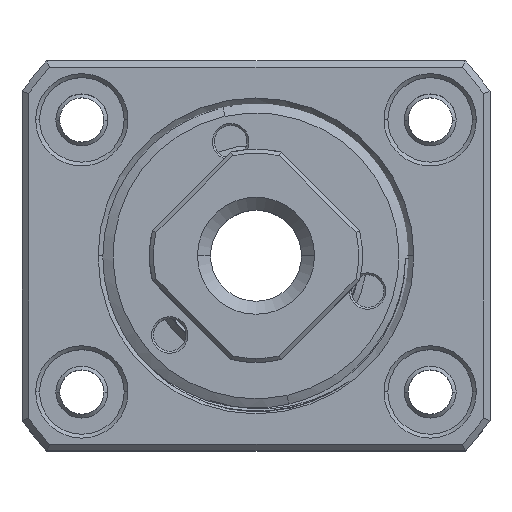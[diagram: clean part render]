
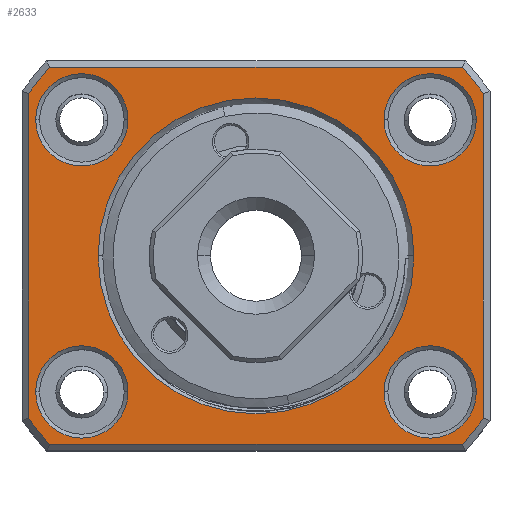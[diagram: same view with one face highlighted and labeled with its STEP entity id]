
A CAD part, top view. The second image highlights one B-rep face of the part: STEP entity #2633.
In plain terms, the highlighted planar face has unit normal (0, 0, 1).
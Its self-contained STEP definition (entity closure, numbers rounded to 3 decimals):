
#93=PLANE('',#2996);
#349=VECTOR('',#5969,1.);
#350=VECTOR('',#5975,1.);
#351=VECTOR('',#5981,1.);
#352=VECTOR('',#5987,1.);
#487=LINE('',#4770,#349);
#488=LINE('',#4784,#350);
#489=LINE('',#4798,#351);
#490=LINE('',#4807,#352);
#629=VERTEX_POINT('',#4439);
#630=VERTEX_POINT('',#4441);
#635=VERTEX_POINT('',#4471);
#636=VERTEX_POINT('',#4473);
#641=VERTEX_POINT('',#4486);
#642=VERTEX_POINT('',#4488);
#647=VERTEX_POINT('',#4501);
#648=VERTEX_POINT('',#4503);
#653=VERTEX_POINT('',#4516);
#654=VERTEX_POINT('',#4518);
#717=VERTEX_POINT('',#4757);
#718=VERTEX_POINT('',#4762);
#719=VERTEX_POINT('',#4769);
#720=VERTEX_POINT('',#4776);
#721=VERTEX_POINT('',#4783);
#722=VERTEX_POINT('',#4790);
#723=VERTEX_POINT('',#4797);
#724=VERTEX_POINT('',#4804);
#849=CIRCLE('',#2840,12.15);
#852=CIRCLE('',#2844,3.55);
#855=CIRCLE('',#2849,3.55);
#858=CIRCLE('',#2854,3.55);
#861=CIRCLE('',#2859,3.55);
#911=CIRCLE('',#2953,21.5);
#912=CIRCLE('',#2956,21.5);
#913=CIRCLE('',#2959,21.5);
#914=CIRCLE('',#2962,21.5);
#919=CIRCLE('',#2971,3.55);
#924=CIRCLE('',#2979,3.55);
#929=CIRCLE('',#2987,3.55);
#934=CIRCLE('',#2995,3.55);
#935=CIRCLE('',#2997,12.15);
#1164=EDGE_CURVE('',#630,#629,#849,.T.);
#1170=EDGE_CURVE('',#636,#635,#852,.T.);
#1177=EDGE_CURVE('',#642,#641,#855,.T.);
#1184=EDGE_CURVE('',#648,#647,#858,.T.);
#1191=EDGE_CURVE('',#654,#653,#861,.T.);
#1298=EDGE_CURVE('',#717,#718,#911,.T.);
#1300=EDGE_CURVE('',#718,#719,#487,.T.);
#1302=EDGE_CURVE('',#719,#720,#912,.T.);
#1304=EDGE_CURVE('',#720,#721,#488,.T.);
#1306=EDGE_CURVE('',#721,#722,#913,.T.);
#1308=EDGE_CURVE('',#722,#723,#489,.T.);
#1310=EDGE_CURVE('',#723,#724,#914,.T.);
#1311=EDGE_CURVE('',#724,#717,#490,.T.);
#1316=EDGE_CURVE('',#653,#654,#919,.T.);
#1321=EDGE_CURVE('',#647,#648,#924,.T.);
#1326=EDGE_CURVE('',#641,#642,#929,.T.);
#1331=EDGE_CURVE('',#635,#636,#934,.T.);
#1332=EDGE_CURVE('',#629,#630,#935,.T.);
#2046=ORIENTED_EDGE('',*,*,#1170,.T.);
#2047=ORIENTED_EDGE('',*,*,#1331,.T.);
#2048=ORIENTED_EDGE('',*,*,#1177,.T.);
#2049=ORIENTED_EDGE('',*,*,#1326,.T.);
#2050=ORIENTED_EDGE('',*,*,#1184,.T.);
#2051=ORIENTED_EDGE('',*,*,#1321,.T.);
#2052=ORIENTED_EDGE('',*,*,#1191,.T.);
#2053=ORIENTED_EDGE('',*,*,#1316,.T.);
#2054=ORIENTED_EDGE('',*,*,#1164,.T.);
#2055=ORIENTED_EDGE('',*,*,#1332,.T.);
#2056=ORIENTED_EDGE('',*,*,#1311,.T.);
#2057=ORIENTED_EDGE('',*,*,#1298,.T.);
#2058=ORIENTED_EDGE('',*,*,#1300,.T.);
#2059=ORIENTED_EDGE('',*,*,#1302,.T.);
#2060=ORIENTED_EDGE('',*,*,#1304,.T.);
#2061=ORIENTED_EDGE('',*,*,#1306,.T.);
#2062=ORIENTED_EDGE('',*,*,#1308,.T.);
#2063=ORIENTED_EDGE('',*,*,#1310,.T.);
#2262=EDGE_LOOP('',(#2046,#2047));
#2263=EDGE_LOOP('',(#2048,#2049));
#2264=EDGE_LOOP('',(#2050,#2051));
#2265=EDGE_LOOP('',(#2052,#2053));
#2266=EDGE_LOOP('',(#2054,#2055));
#2267=EDGE_LOOP('',(#2056,#2057,#2058,#2059,#2060,#2061,#2062,#2063));
#2459=FACE_BOUND('',#2262,.T.);
#2460=FACE_BOUND('',#2263,.T.);
#2461=FACE_BOUND('',#2264,.T.);
#2462=FACE_BOUND('',#2265,.T.);
#2463=FACE_BOUND('',#2266,.T.);
#2464=FACE_BOUND('',#2267,.T.);
#2633=ADVANCED_FACE('',(#2459,#2460,#2461,#2462,#2463,#2464),#93,.T.);
#2840=AXIS2_PLACEMENT_3D('',#4440,#5689,#5690);
#2844=AXIS2_PLACEMENT_3D('',#4472,#5699,#5700);
#2849=AXIS2_PLACEMENT_3D('',#4487,#5713,#5714);
#2854=AXIS2_PLACEMENT_3D('',#4502,#5727,#5728);
#2859=AXIS2_PLACEMENT_3D('',#4517,#5741,#5742);
#2953=AXIS2_PLACEMENT_3D('',#4763,#5966,#5967);
#2956=AXIS2_PLACEMENT_3D('',#4777,#5972,#5973);
#2959=AXIS2_PLACEMENT_3D('',#4791,#5978,#5979);
#2962=AXIS2_PLACEMENT_3D('',#4805,#5984,#5985);
#2971=AXIS2_PLACEMENT_3D('',#4817,#6001,#6002);
#2979=AXIS2_PLACEMENT_3D('',#4827,#6016,#6017);
#2987=AXIS2_PLACEMENT_3D('',#4837,#6031,#6032);
#2995=AXIS2_PLACEMENT_3D('',#4847,#6046,#6047);
#2996=AXIS2_PLACEMENT_3D('',#4848,#6048,$);
#2997=AXIS2_PLACEMENT_3D('',#4849,#6049,#6050);
#4439=CARTESIAN_POINT('',(-12.15,0.,0.));
#4440=CARTESIAN_POINT('',(0.,0.,0.));
#4441=CARTESIAN_POINT('',(12.15,0.,0.));
#4471=CARTESIAN_POINT('',(-16.946,10.466,0.));
#4472=CARTESIAN_POINT('',(-13.396,10.466,0.));
#4473=CARTESIAN_POINT('',(-9.846,10.466,0.));
#4486=CARTESIAN_POINT('',(-16.946,-10.466,0.));
#4487=CARTESIAN_POINT('',(-13.396,-10.466,0.));
#4488=CARTESIAN_POINT('',(-9.846,-10.466,0.));
#4501=CARTESIAN_POINT('',(9.846,-10.466,0.));
#4502=CARTESIAN_POINT('',(13.396,-10.466,0.));
#4503=CARTESIAN_POINT('',(16.946,-10.466,0.));
#4516=CARTESIAN_POINT('',(9.846,10.466,0.));
#4517=CARTESIAN_POINT('',(13.396,10.466,0.));
#4518=CARTESIAN_POINT('',(16.946,10.466,0.));
#4757=CARTESIAN_POINT('',(-15.875,14.5,0.));
#4762=CARTESIAN_POINT('',(-17.5,12.49,0.));
#4763=CARTESIAN_POINT('',(0.,0.,0.));
#4769=CARTESIAN_POINT('',(-17.5,-12.49,0.));
#4770=CARTESIAN_POINT('',(-17.5,12.49,0.));
#4776=CARTESIAN_POINT('',(-15.875,-14.5,0.));
#4777=CARTESIAN_POINT('',(0.,0.,0.));
#4783=CARTESIAN_POINT('',(15.875,-14.5,0.));
#4784=CARTESIAN_POINT('',(-15.875,-14.5,0.));
#4790=CARTESIAN_POINT('',(17.5,-12.49,0.));
#4791=CARTESIAN_POINT('',(0.,0.,0.));
#4797=CARTESIAN_POINT('',(17.5,12.49,0.));
#4798=CARTESIAN_POINT('',(17.5,-12.49,0.));
#4804=CARTESIAN_POINT('',(15.875,14.5,0.));
#4805=CARTESIAN_POINT('',(0.,0.,0.));
#4807=CARTESIAN_POINT('',(15.875,14.5,0.));
#4817=CARTESIAN_POINT('',(13.396,10.466,0.));
#4827=CARTESIAN_POINT('',(13.396,-10.466,0.));
#4837=CARTESIAN_POINT('',(-13.396,-10.466,0.));
#4847=CARTESIAN_POINT('',(-13.396,10.466,0.));
#4848=CARTESIAN_POINT('',(11.5,0.,0.));
#4849=CARTESIAN_POINT('',(0.,0.,0.));
#5689=DIRECTION('',(0.,0.,-1.));
#5690=DIRECTION('',(12.15,0.,0.));
#5699=DIRECTION('',(0.,0.,-1.));
#5700=DIRECTION('',(3.55,0.,0.));
#5713=DIRECTION('',(0.,0.,-1.));
#5714=DIRECTION('',(3.55,0.,0.));
#5727=DIRECTION('',(0.,0.,-1.));
#5728=DIRECTION('',(3.55,0.,0.));
#5741=DIRECTION('',(0.,0.,-1.));
#5742=DIRECTION('',(3.55,0.,0.));
#5966=DIRECTION('',(0.,0.,1.));
#5967=DIRECTION('',(21.5,0.,0.));
#5969=DIRECTION('',(0.,-1.,0.));
#5972=DIRECTION('',(0.,0.,1.));
#5973=DIRECTION('',(21.5,0.,0.));
#5975=DIRECTION('',(1.,0.,0.));
#5978=DIRECTION('',(0.,0.,1.));
#5979=DIRECTION('',(21.5,0.,0.));
#5981=DIRECTION('',(0.,1.,0.));
#5984=DIRECTION('',(0.,0.,1.));
#5985=DIRECTION('',(21.5,0.,0.));
#5987=DIRECTION('',(-1.,0.,0.));
#6001=DIRECTION('',(0.,0.,-1.));
#6002=DIRECTION('',(3.55,0.,0.));
#6016=DIRECTION('',(0.,0.,-1.));
#6017=DIRECTION('',(3.55,0.,0.));
#6031=DIRECTION('',(0.,0.,-1.));
#6032=DIRECTION('',(3.55,0.,0.));
#6046=DIRECTION('',(0.,0.,-1.));
#6047=DIRECTION('',(3.55,0.,0.));
#6048=DIRECTION('',(0.,0.,1.));
#6049=DIRECTION('',(0.,0.,-1.));
#6050=DIRECTION('',(12.15,0.,0.));
